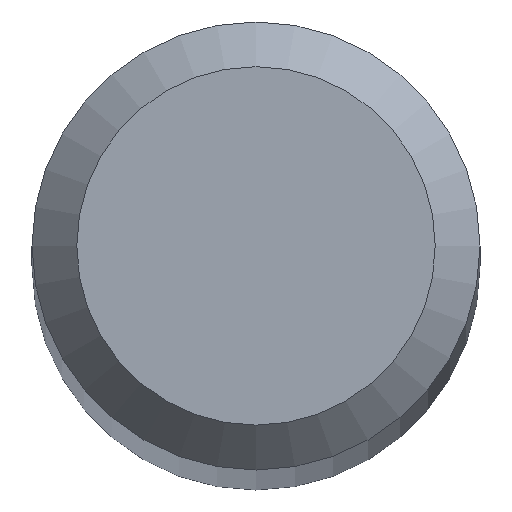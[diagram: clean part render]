
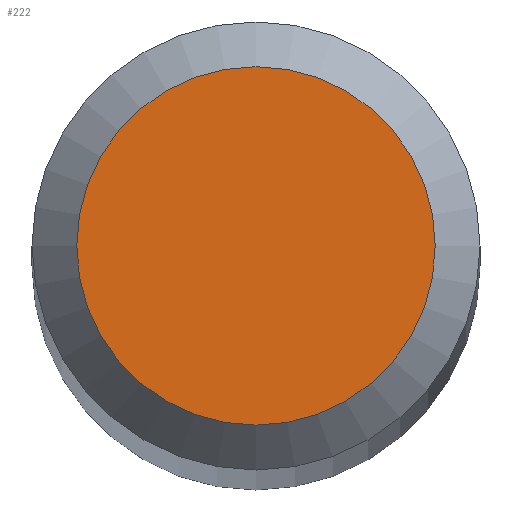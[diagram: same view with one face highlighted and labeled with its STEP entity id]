
A CAD part, top view. The second image highlights one B-rep face of the part: STEP entity #222.
In plain terms, the highlighted planar face has unit normal (0, 0, 1).
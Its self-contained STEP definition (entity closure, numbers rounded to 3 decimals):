
#1 = DIRECTION ( 'NONE',  ( 0., 1., 0. ) ) ;
#8 = FACE_OUTER_BOUND ( 'NONE', #147, .T. ) ;
#11 = EDGE_CURVE ( 'NONE', #16, #16, #209, .T. ) ;
#16 = VERTEX_POINT ( 'NONE', #176 ) ;
#45 = DIRECTION ( 'NONE',  ( 0., 0., -1. ) ) ;
#46 = DIRECTION ( 'NONE',  ( 0., 0., -1. ) ) ;
#64 = PLANE ( 'NONE',  #75 ) ;
#65 = ORIENTED_EDGE ( 'NONE', *, *, #11, .F. ) ;
#75 = AXIS2_PLACEMENT_3D ( 'NONE', #219, #45, #175 ) ;
#92 = AXIS2_PLACEMENT_3D ( 'NONE', #221, #46, #1 ) ;
#147 = EDGE_LOOP ( 'NONE', ( #65 ) ) ;
#175 = DIRECTION ( 'NONE',  ( 0., 1., 0. ) ) ;
#176 = CARTESIAN_POINT ( 'NONE',  ( 0., 0.4, 30. ) ) ;
#209 = CIRCLE ( 'NONE', #92, 0.4 ) ;
#219 = CARTESIAN_POINT ( 'NONE',  ( 0., 0., 30. ) ) ;
#221 = CARTESIAN_POINT ( 'NONE',  ( 0., 0., 30. ) ) ;
#222 = ADVANCED_FACE ( 'NONE', ( #8 ), #64, .F. ) ;
